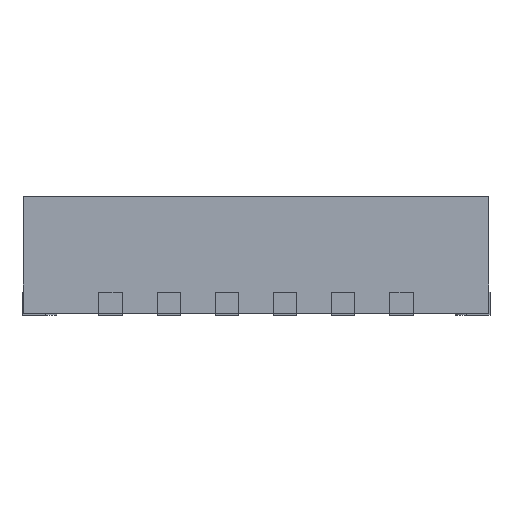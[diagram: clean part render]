
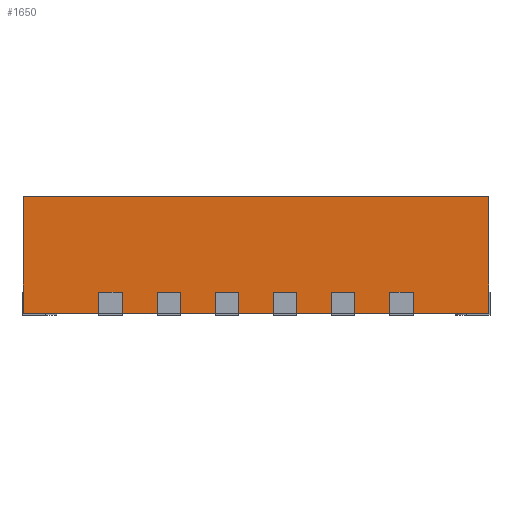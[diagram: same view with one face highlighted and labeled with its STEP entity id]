
A CAD part, left-side view. The second image highlights one B-rep face of the part: STEP entity #1650.
In plain terms, the highlighted planar face has unit normal (-1, 0, 0).
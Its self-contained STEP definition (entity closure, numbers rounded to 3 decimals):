
#352 = VERTEX_POINT('',#353);
#353 = CARTESIAN_POINT('',(-2.,-2.,
    0.02));
#359 = EDGE_CURVE('',#360,#352,#362,.T.);
#360 = VERTEX_POINT('',#361);
#361 = CARTESIAN_POINT('',(-2.,2.,
    0.02));
#362 = LINE('',#363,#364);
#363 = CARTESIAN_POINT('',(-2.,-2.,
    0.02));
#364 = VECTOR('',#365,1.);
#365 = DIRECTION('',(-0.,-1.,-0.));
#1182 = VERTEX_POINT('',#1183);
#1183 = CARTESIAN_POINT('',(-2.,2.,1.02
    ));
#1189 = EDGE_CURVE('',#1182,#1190,#1192,.T.);
#1190 = VERTEX_POINT('',#1191);
#1191 = CARTESIAN_POINT('',(-2.,-2.,
    1.02));
#1192 = LINE('',#1193,#1194);
#1193 = CARTESIAN_POINT('',(-2.,-2.,
    1.02));
#1194 = VECTOR('',#1195,1.);
#1195 = DIRECTION('',(-0.,-1.,-0.));
#1638 = EDGE_CURVE('',#1182,#360,#1639,.T.);
#1639 = LINE('',#1640,#1641);
#1640 = CARTESIAN_POINT('',(-2.,2.,1.02
    ));
#1641 = VECTOR('',#1642,1.);
#1642 = DIRECTION('',(-0.,-0.,-1.));
#1650 = ADVANCED_FACE('',(#1651),#1662,.F.);
#1651 = FACE_BOUND('',#1652,.T.);
#1652 = EDGE_LOOP('',(#1653,#1654,#1660,#1661));
#1653 = ORIENTED_EDGE('',*,*,#359,.T.);
#1654 = ORIENTED_EDGE('',*,*,#1655,.F.);
#1655 = EDGE_CURVE('',#1190,#352,#1656,.T.);
#1656 = LINE('',#1657,#1658);
#1657 = CARTESIAN_POINT('',(-2.,-2.,
    1.02));
#1658 = VECTOR('',#1659,1.);
#1659 = DIRECTION('',(-0.,-0.,-1.));
#1660 = ORIENTED_EDGE('',*,*,#1189,.F.);
#1661 = ORIENTED_EDGE('',*,*,#1638,.T.);
#1662 = PLANE('',#1663);
#1663 = AXIS2_PLACEMENT_3D('',#1664,#1665,#1666);
#1664 = CARTESIAN_POINT('',(-2.,-2.,
    1.02));
#1665 = DIRECTION('',(1.,0.,0.));
#1666 = DIRECTION('',(0.,0.,-1.));
